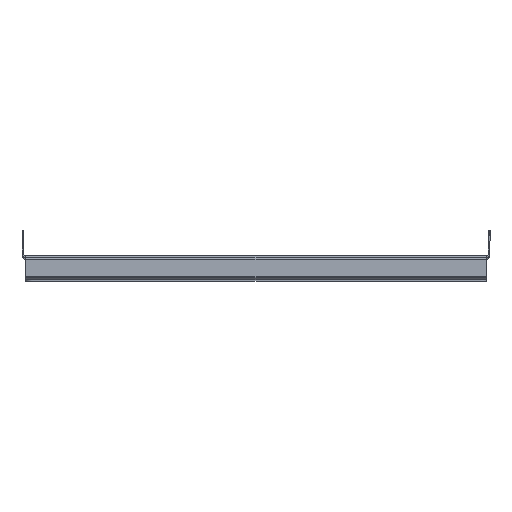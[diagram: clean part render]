
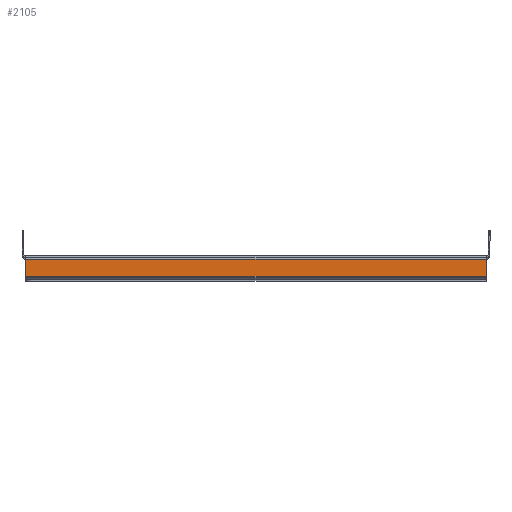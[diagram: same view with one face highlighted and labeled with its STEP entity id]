
A CAD part, top view. The second image highlights one B-rep face of the part: STEP entity #2105.
In plain terms, the highlighted planar face has unit normal (0, 0, 1).
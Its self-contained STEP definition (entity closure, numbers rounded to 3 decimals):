
#383 = EDGE_CURVE ( 'NONE', #9089, #8250, #4957, .T. ) ;
#839 = DIRECTION ( 'NONE',  ( -1., 0., 0. ) ) ;
#1588 = LINE ( 'NONE', #17122, #16316 ) ;
#2105 = ADVANCED_FACE ( 'NONE', ( #11759 ), #9029, .T. ) ;
#2211 = CARTESIAN_POINT ( 'NONE',  ( 0., 0., 348.5 ) ) ;
#3380 = AXIS2_PLACEMENT_3D ( 'NONE', #2211, #7765, #10484 ) ;
#3744 = CARTESIAN_POINT ( 'NONE',  ( 0., -3., 348.5 ) ) ;
#4048 = ORIENTED_EDGE ( 'NONE', *, *, #383, .F. ) ;
#4957 = LINE ( 'NONE', #12231, #6980 ) ;
#5584 = EDGE_CURVE ( 'NONE', #5637, #12970, #1588, .T. ) ;
#5637 = VERTEX_POINT ( 'NONE', #7775 ) ;
#5685 = DIRECTION ( 'NONE',  ( 1., 0., 0. ) ) ;
#5956 = ORIENTED_EDGE ( 'NONE', *, *, #13087, .T. ) ;
#6980 = VECTOR ( 'NONE', #9148, 1000. ) ;
#7765 = DIRECTION ( 'NONE',  ( 0., 0., 1. ) ) ;
#7775 = CARTESIAN_POINT ( 'NONE',  ( 193., -17., 348.5 ) ) ;
#8250 = VERTEX_POINT ( 'NONE', #13692 ) ;
#8517 = ORIENTED_EDGE ( 'NONE', *, *, #9438, .T. ) ;
#8589 = VECTOR ( 'NONE', #839, 1000. ) ;
#8778 = CARTESIAN_POINT ( 'NONE',  ( -196., -17., 348.5 ) ) ;
#9029 = PLANE ( 'NONE',  #3380 ) ;
#9089 = VERTEX_POINT ( 'NONE', #10819 ) ;
#9148 = DIRECTION ( 'NONE',  ( 0., 1., 0. ) ) ;
#9408 = EDGE_LOOP ( 'NONE', ( #4048, #5956, #10368, #8517 ) ) ;
#9438 = EDGE_CURVE ( 'NONE', #12970, #8250, #16116, .T. ) ;
#10226 = DIRECTION ( 'NONE',  ( 0., 1., 0. ) ) ;
#10368 = ORIENTED_EDGE ( 'NONE', *, *, #5584, .T. ) ;
#10484 = DIRECTION ( 'NONE',  ( 0., -1., 0. ) ) ;
#10819 = CARTESIAN_POINT ( 'NONE',  ( -193., -17., 348.5 ) ) ;
#11759 = FACE_OUTER_BOUND ( 'NONE', #9408, .T. ) ;
#12231 = CARTESIAN_POINT ( 'NONE',  ( -193., -24.243, 348.5 ) ) ;
#12970 = VERTEX_POINT ( 'NONE', #15335 ) ;
#13087 = EDGE_CURVE ( 'NONE', #9089, #5637, #16864, .T. ) ;
#13692 = CARTESIAN_POINT ( 'NONE',  ( -193., -3., 348.5 ) ) ;
#15335 = CARTESIAN_POINT ( 'NONE',  ( 193., -3., 348.5 ) ) ;
#16116 = LINE ( 'NONE', #3744, #8589 ) ;
#16316 = VECTOR ( 'NONE', #10226, 1000. ) ;
#16864 = LINE ( 'NONE', #8778, #17679 ) ;
#17122 = CARTESIAN_POINT ( 'NONE',  ( 193., -24.243, 348.5 ) ) ;
#17679 = VECTOR ( 'NONE', #5685, 1000. ) ;
